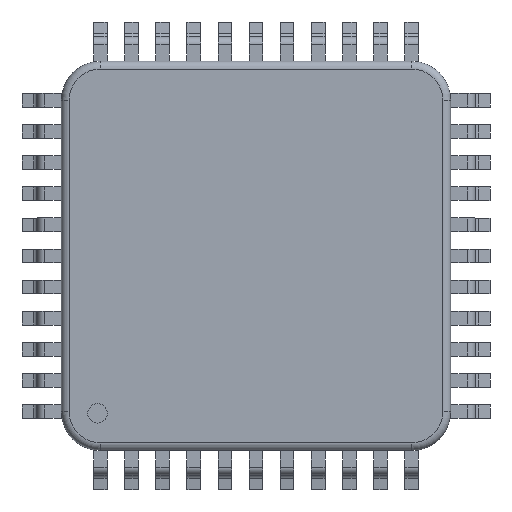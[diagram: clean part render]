
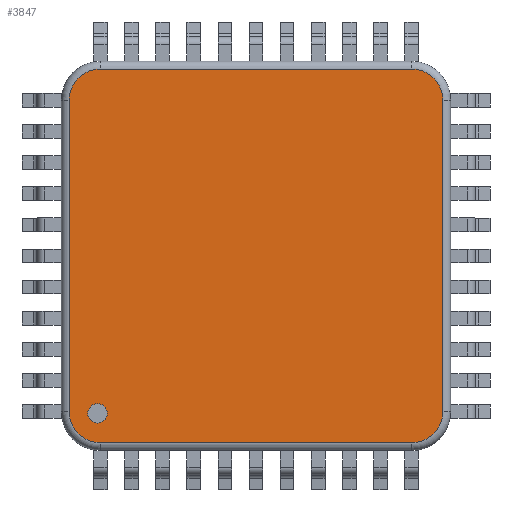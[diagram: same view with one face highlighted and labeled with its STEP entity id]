
A CAD part, top view. The second image highlights one B-rep face of the part: STEP entity #3847.
In plain terms, the highlighted planar face has unit normal (0, 0, 1).
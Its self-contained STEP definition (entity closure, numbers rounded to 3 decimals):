
#684 = VERTEX_POINT('',#685);
#685 = CARTESIAN_POINT('',(4.8,-4.,1.55));
#692 = EDGE_CURVE('',#684,#693,#695,.T.);
#693 = VERTEX_POINT('',#694);
#694 = CARTESIAN_POINT('',(4.8,4.,1.55));
#695 = LINE('',#696,#697);
#696 = CARTESIAN_POINT('',(4.8,-4.,1.55));
#697 = VECTOR('',#698,1.);
#698 = DIRECTION('',(0.,1.,0.));
#3146 = VERTEX_POINT('',#3147);
#3147 = CARTESIAN_POINT('',(4.,4.8,1.55));
#3154 = EDGE_CURVE('',#693,#3146,#3155,.T.);
#3155 = CIRCLE('',#3156,0.8);
#3156 = AXIS2_PLACEMENT_3D('',#3157,#3158,#3159);
#3157 = CARTESIAN_POINT('',(4.,4.,1.55));
#3158 = DIRECTION('',(0.,0.,1.));
#3159 = DIRECTION('',(1.,0.,0.));
#3826 = VERTEX_POINT('',#3827);
#3827 = CARTESIAN_POINT('',(4.,-4.8,1.55));
#3836 = EDGE_CURVE('',#3826,#684,#3837,.T.);
#3837 = CIRCLE('',#3838,0.8);
#3838 = AXIS2_PLACEMENT_3D('',#3839,#3840,#3841);
#3839 = CARTESIAN_POINT('',(4.,-4.,1.55));
#3840 = DIRECTION('',(-0.,0.,1.));
#3841 = DIRECTION('',(0.,-1.,0.));
#3847 = ADVANCED_FACE('',(#3848,#3893),#3904,.T.);
#3848 = FACE_BOUND('',#3849,.T.);
#3849 = EDGE_LOOP('',(#3850,#3851,#3859,#3868,#3876,#3885,#3891,#3892));
#3850 = ORIENTED_EDGE('',*,*,#3154,.T.);
#3851 = ORIENTED_EDGE('',*,*,#3852,.T.);
#3852 = EDGE_CURVE('',#3146,#3853,#3855,.T.);
#3853 = VERTEX_POINT('',#3854);
#3854 = CARTESIAN_POINT('',(-4.,4.8,1.55));
#3855 = LINE('',#3856,#3857);
#3856 = CARTESIAN_POINT('',(4.,4.8,1.55));
#3857 = VECTOR('',#3858,1.);
#3858 = DIRECTION('',(-1.,0.,0.));
#3859 = ORIENTED_EDGE('',*,*,#3860,.T.);
#3860 = EDGE_CURVE('',#3853,#3861,#3863,.T.);
#3861 = VERTEX_POINT('',#3862);
#3862 = CARTESIAN_POINT('',(-4.8,4.,1.55));
#3863 = CIRCLE('',#3864,0.8);
#3864 = AXIS2_PLACEMENT_3D('',#3865,#3866,#3867);
#3865 = CARTESIAN_POINT('',(-4.,4.,1.55));
#3866 = DIRECTION('',(0.,-0.,1.));
#3867 = DIRECTION('',(0.,1.,0.));
#3868 = ORIENTED_EDGE('',*,*,#3869,.T.);
#3869 = EDGE_CURVE('',#3861,#3870,#3872,.T.);
#3870 = VERTEX_POINT('',#3871);
#3871 = CARTESIAN_POINT('',(-4.8,-4.,1.55));
#3872 = LINE('',#3873,#3874);
#3873 = CARTESIAN_POINT('',(-4.8,4.,1.55));
#3874 = VECTOR('',#3875,1.);
#3875 = DIRECTION('',(0.,-1.,0.));
#3876 = ORIENTED_EDGE('',*,*,#3877,.T.);
#3877 = EDGE_CURVE('',#3870,#3878,#3880,.T.);
#3878 = VERTEX_POINT('',#3879);
#3879 = CARTESIAN_POINT('',(-4.,-4.8,1.55));
#3880 = CIRCLE('',#3881,0.8);
#3881 = AXIS2_PLACEMENT_3D('',#3882,#3883,#3884);
#3882 = CARTESIAN_POINT('',(-4.,-4.,1.55));
#3883 = DIRECTION('',(0.,0.,1.));
#3884 = DIRECTION('',(-1.,0.,0.));
#3885 = ORIENTED_EDGE('',*,*,#3886,.T.);
#3886 = EDGE_CURVE('',#3878,#3826,#3887,.T.);
#3887 = LINE('',#3888,#3889);
#3888 = CARTESIAN_POINT('',(-4.,-4.8,1.55));
#3889 = VECTOR('',#3890,1.);
#3890 = DIRECTION('',(1.,0.,0.));
#3891 = ORIENTED_EDGE('',*,*,#3836,.T.);
#3892 = ORIENTED_EDGE('',*,*,#692,.T.);
#3893 = FACE_BOUND('',#3894,.T.);
#3894 = EDGE_LOOP('',(#3895));
#3895 = ORIENTED_EDGE('',*,*,#3896,.F.);
#3896 = EDGE_CURVE('',#3897,#3897,#3899,.T.);
#3897 = VERTEX_POINT('',#3898);
#3898 = CARTESIAN_POINT('',(-3.821,-4.046,1.55));
#3899 = CIRCLE('',#3900,0.25);
#3900 = AXIS2_PLACEMENT_3D('',#3901,#3902,#3903);
#3901 = CARTESIAN_POINT('',(-4.071,-4.046,1.55));
#3902 = DIRECTION('',(0.,0.,1.));
#3903 = DIRECTION('',(1.,0.,0.));
#3904 = PLANE('',#3905);
#3905 = AXIS2_PLACEMENT_3D('',#3906,#3907,#3908);
#3906 = CARTESIAN_POINT('',(0.,0.,1.55));
#3907 = DIRECTION('',(0.,0.,1.));
#3908 = DIRECTION('',(1.,0.,0.));
